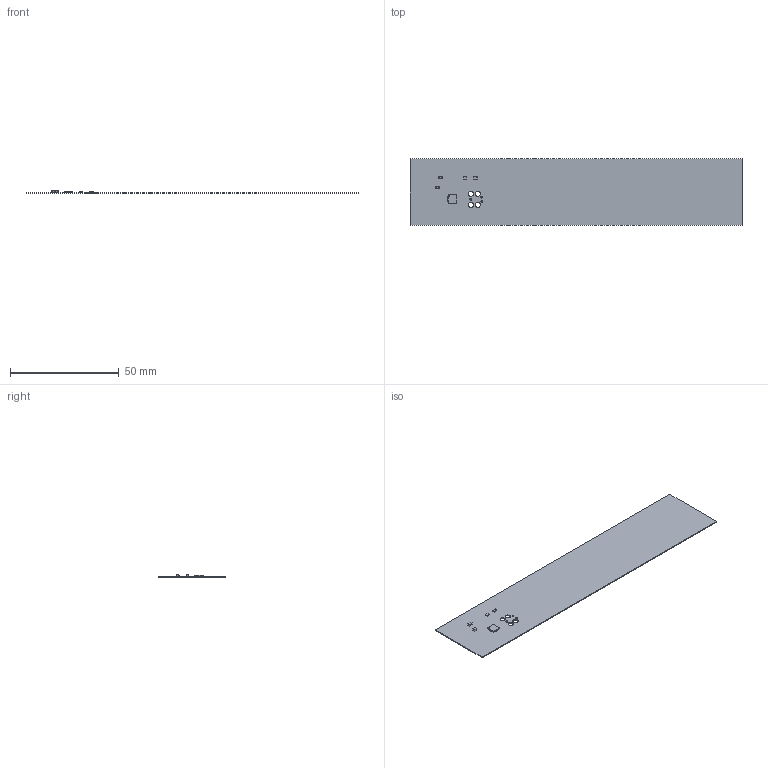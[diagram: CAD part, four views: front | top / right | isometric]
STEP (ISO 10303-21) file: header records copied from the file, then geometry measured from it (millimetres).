
FILE_DESCRIPTION(('Open CASCADE Model'),'2;1');
FILE_NAME('Open CASCADE Shape Model','2019-06-27T23:56:32',('Author'),( 'Open CASCADE'),'Open CASCADE STEP processor 6.8','Open CASCADE 6.8' ,'Unknown');
FILE_SCHEMA(('AUTOMOTIVE_DESIGN { 1 0 10303 214 1 1 1 1 }'));
Length unit declared in the file: millimetre
Products named in the file (22): PCB; Board; Open CASCADE STEP translator 6.8 1.1.1; R2; 6579618816; Mid_Body; Terminal; Open_CASCADE_STEP_translator_6.8_2.2.1; Mark; R1; IC1; 6580292480; Body; ThermalPin; PinsArrayLR; PinsArrayTB; C2; 6719066720; Extruded; 6719067040; C1
Assembly tree (27 placements, depth 5):
  PCB
    Board
      Open CASCADE STEP translator 6.8 1.1.1
    R2
      6579618816
        Mid_Body
        Terminal  x2
          Open_CASCADE_STEP_translator_6.8_2.2.1
        Mark
    R1
      6579618816
        Mid_Body
        Terminal  x2
          Open_CASCADE_STEP_translator_6.8_2.2.1
        Mark
    IC1
      6580292480
        Body
        ThermalPin
        PinsArrayLR
        PinsArrayTB
    C2
      6719066720
        Extruded
      6719067040  x2
        Extruded
    C1
      6719066720
        Extruded
      6719067040  x2
        Extruded
Bounding box: 152.4 x 30.5 x 1.36 mm (x, y, z)
Volume: 1918.2 mm3; surface area: 9531.6 mm2
Topology: 37 solids, 37 shells, 247 faces, 516 edges, 344 vertices
Faces by surface type: plane 219, cylinder 28
Full cylindrical faces by diameter (mm): 0.5 x1, 0.889 x3, 2.362 x4
Entity records: 5402 total; most frequent: DIRECTION 846, CARTESIAN_POINT 829, ORIENTED_EDGE 744, EDGE_CURVE 372, LINE 316, VECTOR 316, AXIS2_PLACEMENT_3D 265, VERTEX_POINT 248
